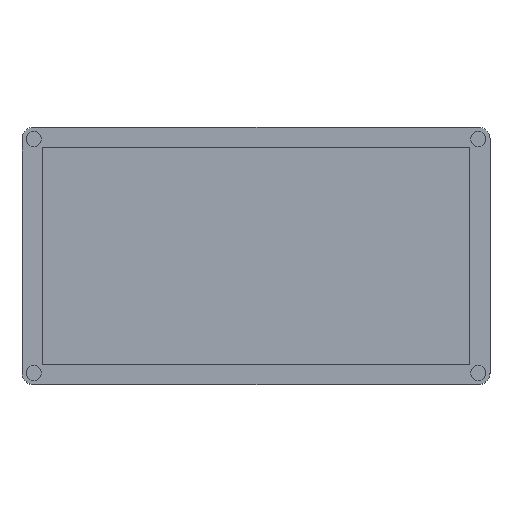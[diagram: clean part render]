
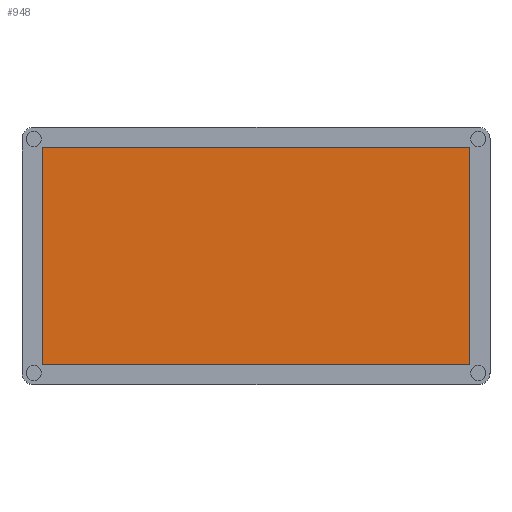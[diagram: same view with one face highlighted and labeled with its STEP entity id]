
A CAD part, top view. The second image highlights one B-rep face of the part: STEP entity #948.
In plain terms, the highlighted planar face has unit normal (0, 0, 1).
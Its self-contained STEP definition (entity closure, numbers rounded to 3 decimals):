
#200=CARTESIAN_POINT('',(101.288,-70.875,-7.49));
#201=VERTEX_POINT('',#200);
#202=CARTESIAN_POINT('',(28.288,-70.875,-7.49));
#203=VERTEX_POINT('',#202);
#204=CARTESIAN_POINT('',(101.288,-70.875,-7.49));
#205=DIRECTION('',(-1.,0.,0.));
#206=VECTOR('',#205,73.);
#207=LINE('',#204,#206);
#208=EDGE_CURVE('',#201,#203,#207,.T.);
#274=CARTESIAN_POINT('',(101.288,-107.875,-7.49));
#275=VERTEX_POINT('',#274);
#276=CARTESIAN_POINT('',(101.288,-107.875,-7.49));
#277=DIRECTION('',(0.,1.,0.));
#278=VECTOR('',#277,37.);
#279=LINE('',#276,#278);
#280=EDGE_CURVE('',#275,#201,#279,.T.);
#305=CARTESIAN_POINT('',(28.288,-107.875,-7.49));
#306=VERTEX_POINT('',#305);
#307=CARTESIAN_POINT('',(28.288,-107.875,-7.49));
#308=DIRECTION('',(1.,0.,-0.));
#309=VECTOR('',#308,73.);
#310=LINE('',#307,#309);
#311=EDGE_CURVE('',#306,#275,#310,.T.);
#564=CARTESIAN_POINT('',(28.288,-70.875,-7.49));
#565=DIRECTION('',(0.,-1.,0.));
#566=VECTOR('',#565,37.);
#567=LINE('',#564,#566);
#568=EDGE_CURVE('',#203,#306,#567,.T.);
#937=CARTESIAN_POINT('',(0.,0.,-7.49));
#938=DIRECTION('',(0.,0.,-1.));
#939=DIRECTION('',(-1.,0.,0.));
#940=AXIS2_PLACEMENT_3D('',#937,#938,#939);
#941=PLANE('',#940);
#942=ORIENTED_EDGE('',*,*,#568,.T.);
#943=ORIENTED_EDGE('',*,*,#311,.T.);
#944=ORIENTED_EDGE('',*,*,#280,.T.);
#945=ORIENTED_EDGE('',*,*,#208,.T.);
#946=EDGE_LOOP('',(#942,#943,#944,#945));
#947=FACE_BOUND('',#946,.T.);
#948=ADVANCED_FACE('',(#947),#941,.F.);
